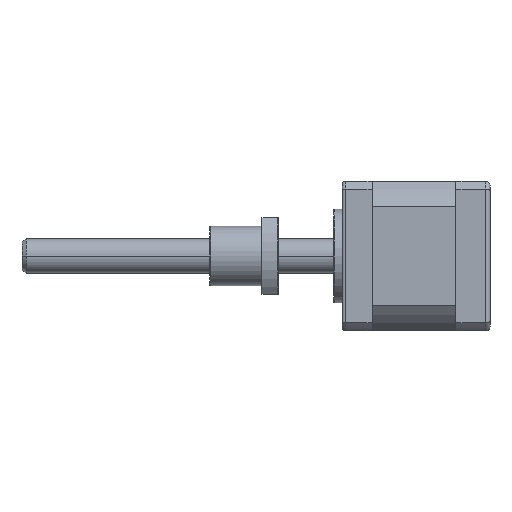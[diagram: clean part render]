
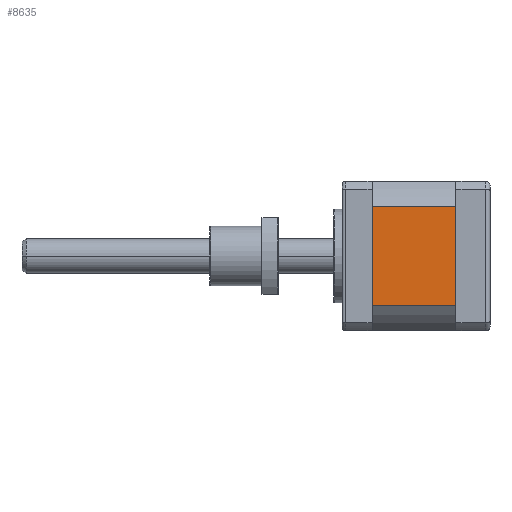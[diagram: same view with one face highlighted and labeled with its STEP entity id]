
A CAD part, left-side view. The second image highlights one B-rep face of the part: STEP entity #8635.
In plain terms, the highlighted planar face has unit normal (-1, 0, 0).
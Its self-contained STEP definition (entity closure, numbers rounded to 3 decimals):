
#1 = AXIS2_PLACEMENT_3D ( 'NONE', #845, #1614, #7013 ) ;
#2 = VERTEX_POINT ( 'NONE', #7147 ) ;
#70 = LINE ( 'NONE', #5945, #5750 ) ;
#274 = EDGE_CURVE ( 'NONE', #6941, #2, #7261, .T. ) ;
#845 = CARTESIAN_POINT ( 'NONE',  ( -22.209, -10.607, 5.03 ) ) ;
#1339 = DIRECTION ( 'NONE',  ( 0., 0., -1. ) ) ;
#1614 = DIRECTION ( 'NONE',  ( 1., 0., 0. ) ) ;
#2384 = VERTEX_POINT ( 'NONE', #4505 ) ;
#2679 = VERTEX_POINT ( 'NONE', #8672 ) ;
#3157 = VECTOR ( 'NONE', #9461, 1000. ) ;
#4108 = VECTOR ( 'NONE', #7425, 1000. ) ;
#4299 = FACE_OUTER_BOUND ( 'NONE', #7534, .T. ) ;
#4505 = CARTESIAN_POINT ( 'NONE',  ( -22.209, -10.607, 28.246 ) ) ;
#4734 = DIRECTION ( 'NONE',  ( 0., 0., -1. ) ) ;
#5047 = ORIENTED_EDGE ( 'NONE', *, *, #5930, .T. ) ;
#5750 = VECTOR ( 'NONE', #1339, 1000. ) ;
#5782 = VECTOR ( 'NONE', #4734, 1000. ) ;
#5875 = ORIENTED_EDGE ( 'NONE', *, *, #6816, .F. ) ;
#5930 = EDGE_CURVE ( 'NONE', #2384, #2679, #8200, .T. ) ;
#5945 = CARTESIAN_POINT ( 'NONE',  ( -22.209, 8.993, 5.03 ) ) ;
#6414 = CARTESIAN_POINT ( 'NONE',  ( -22.209, -10.607, 5.03 ) ) ;
#6816 = EDGE_CURVE ( 'NONE', #2384, #6941, #9881, .T. ) ;
#6941 = VERTEX_POINT ( 'NONE', #6414 ) ;
#7013 = DIRECTION ( 'NONE',  ( 0., 0., 1. ) ) ;
#7030 = CARTESIAN_POINT ( 'NONE',  ( -22.209, -10.607, 5.03 ) ) ;
#7147 = CARTESIAN_POINT ( 'NONE',  ( -22.209, 8.993, 5.03 ) ) ;
#7166 = CARTESIAN_POINT ( 'NONE',  ( -22.209, -10.607, 5.03 ) ) ;
#7261 = LINE ( 'NONE', #7166, #3157 ) ;
#7425 = DIRECTION ( 'NONE',  ( 0., 1., 0. ) ) ;
#7534 = EDGE_LOOP ( 'NONE', ( #9836, #8576, #5875, #5047 ) ) ;
#8162 = CARTESIAN_POINT ( 'NONE',  ( -22.209, -10.607, 28.246 ) ) ;
#8200 = LINE ( 'NONE', #8162, #4108 ) ;
#8439 = EDGE_CURVE ( 'NONE', #2679, #2, #70, .T. ) ;
#8576 = ORIENTED_EDGE ( 'NONE', *, *, #274, .F. ) ;
#8635 = ADVANCED_FACE ( 'NONE', ( #4299 ), #9299, .F. ) ;
#8672 = CARTESIAN_POINT ( 'NONE',  ( -22.209, 8.993, 28.246 ) ) ;
#9299 = PLANE ( 'NONE',  #1 ) ;
#9461 = DIRECTION ( 'NONE',  ( 0., 1., 0. ) ) ;
#9836 = ORIENTED_EDGE ( 'NONE', *, *, #8439, .T. ) ;
#9881 = LINE ( 'NONE', #7030, #5782 ) ;
